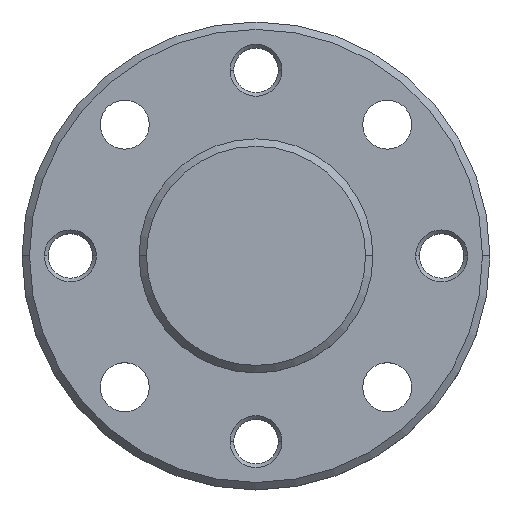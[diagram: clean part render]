
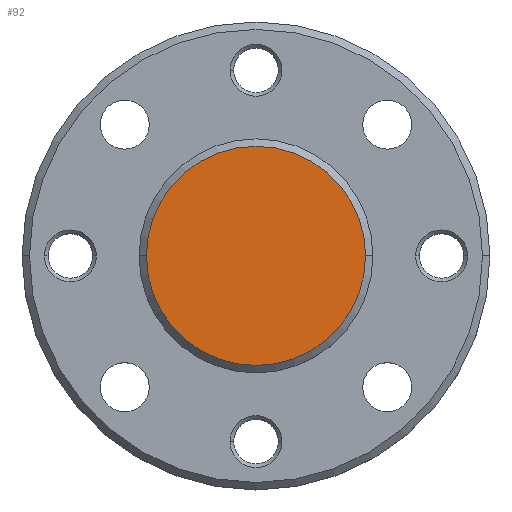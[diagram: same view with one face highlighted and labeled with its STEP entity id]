
A CAD part, top view. The second image highlights one B-rep face of the part: STEP entity #92.
In plain terms, the highlighted planar face has unit normal (0, 0, 1).
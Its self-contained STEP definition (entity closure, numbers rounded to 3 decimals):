
#92 = ADVANCED_FACE ( 'NONE', ( #2704 ), #580, .F. ) ;
#342 = DIRECTION ( 'NONE',  ( 0., 0., 1. ) ) ;
#401 = CARTESIAN_POINT ( 'NONE',  ( -14.75, 0., 0. ) ) ;
#417 = CIRCLE ( 'NONE', #2414, 14.75 ) ;
#475 = CARTESIAN_POINT ( 'NONE',  ( 0., 0., 0. ) ) ;
#580 = PLANE ( 'NONE',  #2610 ) ;
#715 = DIRECTION ( 'NONE',  ( 0., 0., 1. ) ) ;
#988 = ORIENTED_EDGE ( 'NONE', *, *, #2512, .T. ) ;
#992 = DIRECTION ( 'NONE',  ( 0., 0., -1. ) ) ;
#1272 = EDGE_LOOP ( 'NONE', ( #2713, #988 ) ) ;
#1430 = CIRCLE ( 'NONE', #1835, 14.75 ) ;
#1784 = EDGE_CURVE ( 'NONE', #2608, #1911, #417, .T. ) ;
#1835 = AXIS2_PLACEMENT_3D ( 'NONE', #1847, #342, #2719 ) ;
#1847 = CARTESIAN_POINT ( 'NONE',  ( 0., 0., 0. ) ) ;
#1878 = CARTESIAN_POINT ( 'NONE',  ( 14.75, 0., 0. ) ) ;
#1911 = VERTEX_POINT ( 'NONE', #1878 ) ;
#2414 = AXIS2_PLACEMENT_3D ( 'NONE', #475, #715, #2645 ) ;
#2495 = CARTESIAN_POINT ( 'NONE',  ( 0., 0., 0. ) ) ;
#2512 = EDGE_CURVE ( 'NONE', #1911, #2608, #1430, .T. ) ;
#2608 = VERTEX_POINT ( 'NONE', #401 ) ;
#2610 = AXIS2_PLACEMENT_3D ( 'NONE', #2495, #992, #2729 ) ;
#2645 = DIRECTION ( 'NONE',  ( -1., 0., 0. ) ) ;
#2704 = FACE_OUTER_BOUND ( 'NONE', #1272, .T. ) ;
#2713 = ORIENTED_EDGE ( 'NONE', *, *, #1784, .T. ) ;
#2719 = DIRECTION ( 'NONE',  ( -1., 0., 0. ) ) ;
#2729 = DIRECTION ( 'NONE',  ( -1., 0., 0. ) ) ;
